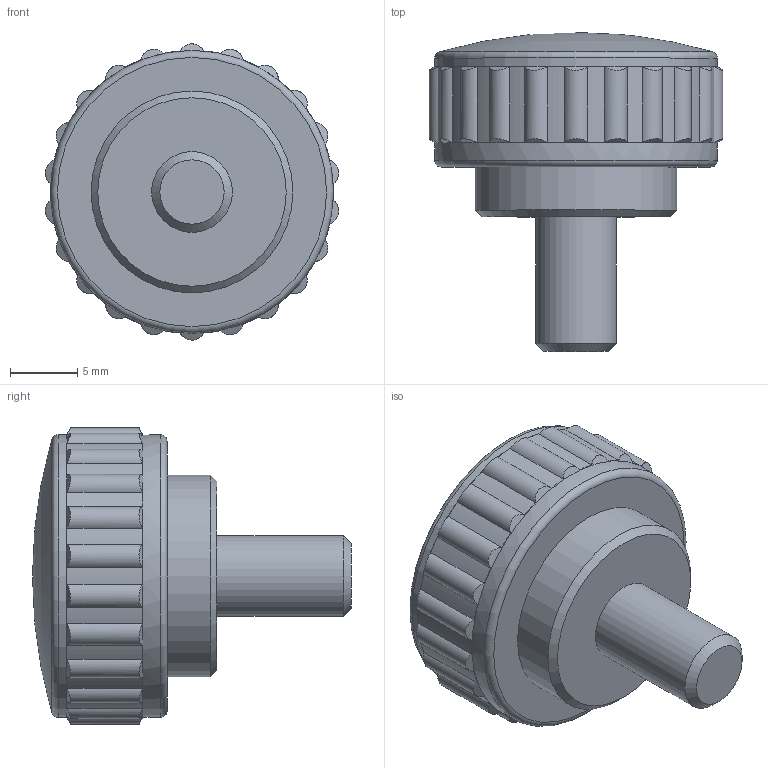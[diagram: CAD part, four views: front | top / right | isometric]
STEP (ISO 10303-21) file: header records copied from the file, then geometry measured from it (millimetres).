
FILE_DESCRIPTION( ( 'STEP AP214' ), '1' );
FILE_NAME( '2056_4176.stp', '2023-07-07T08:50:24', ( 'License CC BY-ND 4.0' ), ( 'CADENAS' ), ' ', 'PARTsolutions', ' ' );
FILE_SCHEMA( ( 'AUTOMOTIVE_DESIGN { 1 0 10303 214 1 1 1 1 }' ) );
Length unit declared in the file: millimetre
Products named in the file (1): _Knurled Screw GN 529-22-M6-10
Bounding box: 21.8 x 23.7 x 22 mm (x, y, z)
Volume: 4200.8 mm3; surface area: 1641.4 mm2
Topology: 1 solids, 1 shells, 58 faces, 159 edges, 104 vertices
Faces by surface type: cylinder 48, cone 4, plane 3, torus 2, sphere 1
Full cylindrical faces by diameter (mm): 6 x1, 15 x1, 21 x2
Entity records: 2640 total; most frequent: CARTESIAN_POINT 788, ORIENTED_EDGE 288, DIRECTION 274, EDGE_CURVE 144, AXIS2_PLACEMENT_3D 115, VERTEX_POINT 101, EDGE_LOOP 70, FACE_OUTER_BOUND 64
